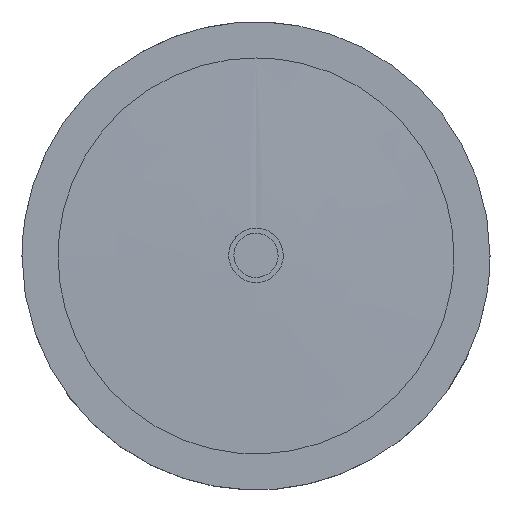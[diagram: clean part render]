
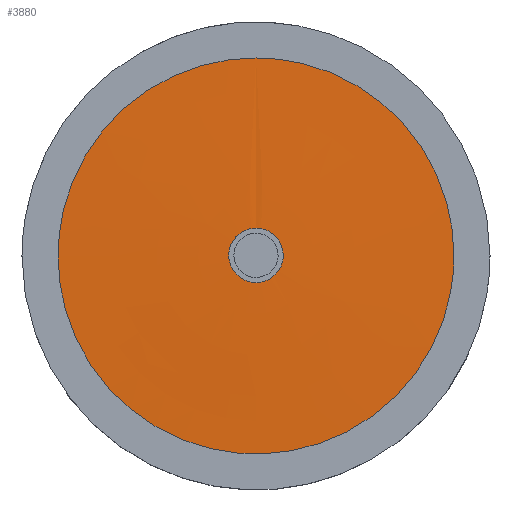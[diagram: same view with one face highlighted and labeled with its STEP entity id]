
A CAD part, top view. The second image highlights one B-rep face of the part: STEP entity #3880.
In plain terms, the highlighted free-form (B-spline) face has degree [3, 2] with [7, 9] control points.
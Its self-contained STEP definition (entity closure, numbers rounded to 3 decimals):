
#2720 = CARTESIAN_POINT ('', (3.384, 0., 3.637));
#2730 = VERTEX_POINT ('', #2720);
#2740 = CARTESIAN_POINT ('', (0., 3.384, 3.637));
#2750 = VERTEX_POINT ('', #2740);
#2760 = CARTESIAN_POINT ('', (3.384, 0., 3.637));
#2770 = CARTESIAN_POINT ('', (3.384, 3.384, 3.637));
#2780 = CARTESIAN_POINT ('', (0., 3.384, 3.637));
#2790 = (
   BOUNDED_CURVE ()
   B_SPLINE_CURVE (2, (#2760, #2770, #2780), .UNSPECIFIED., .F., .U.)
   B_SPLINE_CURVE_WITH_KNOTS ((3, 3), (270., 360.), .UNSPECIFIED.)
   CURVE ()
   GEOMETRIC_REPRESENTATION_ITEM ()
   RATIONAL_B_SPLINE_CURVE ((1., 0.707, 1.))
   REPRESENTATION_ITEM ('')
);
#2800 = EDGE_CURVE ('', #2730, #2750, #2790, .T.);
#2820 = CARTESIAN_POINT ('', (-3.384, 0., 3.637));
#2830 = VERTEX_POINT ('', #2820);
#2840 = CARTESIAN_POINT ('', (-3.384, 0., 3.637));
#2850 = CARTESIAN_POINT ('', (-3.384, -3.384, 3.637));
#2860 = CARTESIAN_POINT ('', (0., -3.384, 3.637));
#2870 = CARTESIAN_POINT ('', (3.384, -3.384, 3.637));
#2880 = CARTESIAN_POINT ('', (3.384, 0., 3.637));
#2890 = (
   BOUNDED_CURVE ()
   B_SPLINE_CURVE (2, (#2840, #2850, #2860, #2870, #2880), .UNSPECIFIED., .F., .U.)
   B_SPLINE_CURVE_WITH_KNOTS ((3, 2, 3), (90., 180., 270.), .UNSPECIFIED.)
   CURVE ()
   GEOMETRIC_REPRESENTATION_ITEM ()
   RATIONAL_B_SPLINE_CURVE ((1., 0.707, 1., 0.707, 1.))
   REPRESENTATION_ITEM ('')
);
#2900 = EDGE_CURVE ('', #2830, #2730, #2890, .T.);
#2920 = CARTESIAN_POINT ('', (0., 3.384, 3.637));
#2930 = CARTESIAN_POINT ('', (-3.384, 3.384, 3.637));
#2940 = CARTESIAN_POINT ('', (-3.384, 0., 3.637));
#2950 = (
   BOUNDED_CURVE ()
   B_SPLINE_CURVE (2, (#2920, #2930, #2940), .UNSPECIFIED., .F., .U.)
   B_SPLINE_CURVE_WITH_KNOTS ((3, 3), (0., 90.), .UNSPECIFIED.)
   CURVE ()
   GEOMETRIC_REPRESENTATION_ITEM ()
   RATIONAL_B_SPLINE_CURVE ((1., 0.707, 1.))
   REPRESENTATION_ITEM ('')
);
#2960 = EDGE_CURVE ('', #2750, #2830, #2950, .T.);
#3060 = CARTESIAN_POINT ('', (0., 0., 3.69));
#3070 = VERTEX_POINT ('', #3060);
#3080 = CARTESIAN_POINT ('', (0., 3.384, 3.637));
#3090 = CARTESIAN_POINT ('', (0., 3.196, 3.64));
#3100 = CARTESIAN_POINT ('', (0., 2.867, 3.646));
#3110 = CARTESIAN_POINT ('', (0., 2.068, 3.662));
#3120 = CARTESIAN_POINT ('', (0., 1.128, 3.683));
#3130 = CARTESIAN_POINT ('', (0., 0.329, 3.69));
#3140 = CARTESIAN_POINT ('', (0., 0., 3.69));
#3150 = (
   BOUNDED_CURVE ()
   B_SPLINE_CURVE (3, (#3080, #3090, #3100, #3110, #3120, #3130, #3140), .UNSPECIFIED., .F., .U.)
   B_SPLINE_CURVE_WITH_KNOTS ((4, 1, 1, 1, 4), (0., 0.167, 0.292, 0.708, 1.), .UNSPECIFIED.)
   CURVE ()
   GEOMETRIC_REPRESENTATION_ITEM ()
   RATIONAL_B_SPLINE_CURVE ((1., 1., 1., 1., 1., 1., 1.))
   REPRESENTATION_ITEM ('')
);
#3160 = EDGE_CURVE ('', #2750, #3070, #3150, .T.);
#3170 = ORIENTED_EDGE ('', *, *, #3160, .T.);
#3180 = ORIENTED_EDGE ('', *, *, #3160, .F.);
#3190 = ORIENTED_EDGE ('', *, *, #2960, .T.);
#3200 = ORIENTED_EDGE ('', *, *, #2900, .T.);
#3210 = ORIENTED_EDGE ('', *, *, #2800, .T.);
#3220 = EDGE_LOOP ('', (#3170, #3180, #3190, #3200, #3210));
#3230 = FACE_OUTER_BOUND ('', #3220, .T.);
#3240 = CARTESIAN_POINT ('', (0., 0., 3.69));
#3250 = CARTESIAN_POINT ('', (0., 0., 3.69));
#3260 = CARTESIAN_POINT ('', (0., 0., 3.69));
#3270 = CARTESIAN_POINT ('', (0., 0., 3.69));
#3280 = CARTESIAN_POINT ('', (0., 0., 3.69));
#3290 = CARTESIAN_POINT ('', (0., 0., 3.69));
#3300 = CARTESIAN_POINT ('', (0., 0., 3.69));
#3310 = CARTESIAN_POINT ('', (0., 0., 3.69));
#3320 = CARTESIAN_POINT ('', (0., 0., 3.69));
#3330 = CARTESIAN_POINT ('', (0., 0.329, 3.69));
#3340 = CARTESIAN_POINT ('', (-0.329, 0.329, 3.69));
#3350 = CARTESIAN_POINT ('', (-0.329, 0., 3.69));
#3360 = CARTESIAN_POINT ('', (-0.329, -0.329, 3.69));
#3370 = CARTESIAN_POINT ('', (0., -0.329, 3.69));
#3380 = CARTESIAN_POINT ('', (0.329, -0.329, 3.69));
#3390 = CARTESIAN_POINT ('', (0.329, 0., 3.69));
#3400 = CARTESIAN_POINT ('', (0.329, 0.329, 3.69));
#3410 = CARTESIAN_POINT ('', (0., 0.329, 3.69));
#3420 = CARTESIAN_POINT ('', (0., 1.128, 3.683));
#3430 = CARTESIAN_POINT ('', (-1.128, 1.128, 3.683));
#3440 = CARTESIAN_POINT ('', (-1.128, 0., 3.683));
#3450 = CARTESIAN_POINT ('', (-1.128, -1.128, 3.683));
#3460 = CARTESIAN_POINT ('', (0., -1.128, 3.683));
#3470 = CARTESIAN_POINT ('', (1.128, -1.128, 3.683));
#3480 = CARTESIAN_POINT ('', (1.128, 0., 3.683));
#3490 = CARTESIAN_POINT ('', (1.128, 1.128, 3.683));
#3500 = CARTESIAN_POINT ('', (0., 1.128, 3.683));
#3510 = CARTESIAN_POINT ('', (0., 2.068, 3.662));
#3520 = CARTESIAN_POINT ('', (-2.068, 2.068, 3.662));
#3530 = CARTESIAN_POINT ('', (-2.068, 0., 3.662));
#3540 = CARTESIAN_POINT ('', (-2.068, -2.068, 3.662));
#3550 = CARTESIAN_POINT ('', (0., -2.068, 3.662));
#3560 = CARTESIAN_POINT ('', (2.068, -2.068, 3.662));
#3570 = CARTESIAN_POINT ('', (2.068, 0., 3.662));
#3580 = CARTESIAN_POINT ('', (2.068, 2.068, 3.662));
#3590 = CARTESIAN_POINT ('', (0., 2.068, 3.662));
#3600 = CARTESIAN_POINT ('', (0., 2.867, 3.646));
#3610 = CARTESIAN_POINT ('', (-2.867, 2.867, 3.646));
#3620 = CARTESIAN_POINT ('', (-2.867, 0., 3.646));
#3630 = CARTESIAN_POINT ('', (-2.867, -2.867, 3.646));
#3640 = CARTESIAN_POINT ('', (0., -2.867, 3.646));
#3650 = CARTESIAN_POINT ('', (2.867, -2.867, 3.646));
#3660 = CARTESIAN_POINT ('', (2.867, 0., 3.646));
#3670 = CARTESIAN_POINT ('', (2.867, 2.867, 3.646));
#3680 = CARTESIAN_POINT ('', (0., 2.867, 3.646));
#3690 = CARTESIAN_POINT ('', (0., 3.196, 3.64));
#3700 = CARTESIAN_POINT ('', (-3.196, 3.196, 3.64));
#3710 = CARTESIAN_POINT ('', (-3.196, 0., 3.64));
#3720 = CARTESIAN_POINT ('', (-3.196, -3.196, 3.64));
#3730 = CARTESIAN_POINT ('', (0., -3.196, 3.64));
#3740 = CARTESIAN_POINT ('', (3.196, -3.196, 3.64));
#3750 = CARTESIAN_POINT ('', (3.196, 0., 3.64));
#3760 = CARTESIAN_POINT ('', (3.196, 3.196, 3.64));
#3770 = CARTESIAN_POINT ('', (0., 3.196, 3.64));
#3780 = CARTESIAN_POINT ('', (0., 3.384, 3.637));
#3790 = CARTESIAN_POINT ('', (-3.384, 3.384, 3.637));
#3800 = CARTESIAN_POINT ('', (-3.384, 0., 3.637));
#3810 = CARTESIAN_POINT ('', (-3.384, -3.384, 3.637));
#3820 = CARTESIAN_POINT ('', (0., -3.384, 3.637));
#3830 = CARTESIAN_POINT ('', (3.384, -3.384, 3.637));
#3840 = CARTESIAN_POINT ('', (3.384, 0., 3.637));
#3850 = CARTESIAN_POINT ('', (3.384, 3.384, 3.637));
#3860 = CARTESIAN_POINT ('', (0., 3.384, 3.637));
#3870 = (
   BOUNDED_SURFACE ()
   B_SPLINE_SURFACE (3, 2, ((#3240, #3250, #3260, #3270, #3280, #3290, #3300, #3310, #3320), (#3330, #3340, #3350, #3360, #3370, #3380, #3390, #3400, #3410), (#3420, #3430, #3440, #3450, #3460, #3470, #3480, #3490, #3500), (#3510, #3520, #3530, #3540, #3550, #3560, #3570, #3580, #3590), (#3600, #3610, #3620, #3630, #3640, #3650, #3660, #3670, #3680), (#3690, #3700, #3710, #3720, #3730, #3740, #3750, #3760, #3770), (#3780, #3790, #3800, #3810, #3820, #3830, #3840, #3850, #3860)), .UNSPECIFIED., .F., .T., .U.)
   B_SPLINE_SURFACE_WITH_KNOTS ((4, 1, 1, 1, 4), (3, 2, 2, 2, 3), (0., 0.292, 0.708, 0.833, 1.), (0., 90., 180., 270., 360.), .UNSPECIFIED.)
   SURFACE ()
   GEOMETRIC_REPRESENTATION_ITEM ()
   RATIONAL_B_SPLINE_SURFACE (((1., 0.707, 1., 0.707, 1., 0.707, 1., 0.707, 1.), (1., 0.707, 1., 0.707, 1., 0.707, 1., 0.707, 1.), (1., 0.707, 1., 0.707, 1., 0.707, 1., 0.707, 1.), (1., 0.707, 1., 0.707, 1., 0.707, 1., 0.707, 1.), (1., 0.707, 1., 0.707, 1., 0.707, 1., 0.707, 1.), (1., 0.707, 1., 0.707, 1., 0.707, 1., 0.707, 1.), (1., 0.707, 1., 0.707, 1., 0.707, 1., 0.707, 1.)))
   REPRESENTATION_ITEM ('')
);
#3880 = ADVANCED_FACE ('', (#3230), #3870, .T.);
